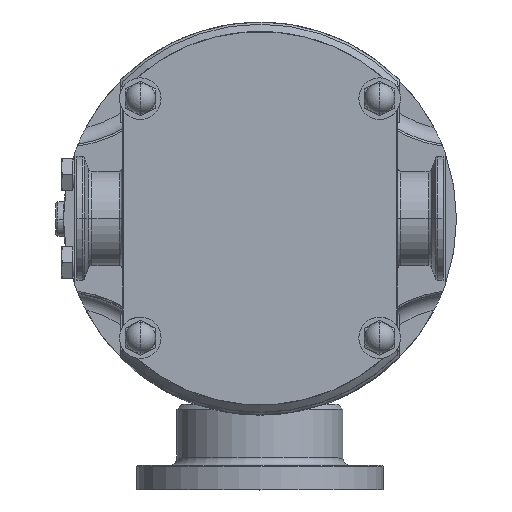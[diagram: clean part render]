
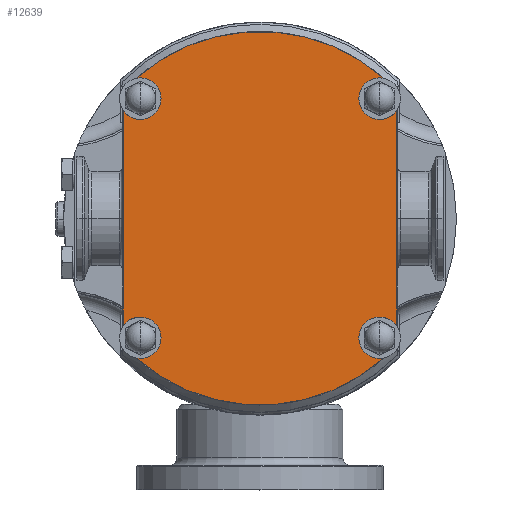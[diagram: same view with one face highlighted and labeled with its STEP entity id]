
A CAD part, top view. The second image highlights one B-rep face of the part: STEP entity #12639.
In plain terms, the highlighted planar face has unit normal (0, 0, 1).
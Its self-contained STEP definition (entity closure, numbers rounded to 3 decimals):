
#679=CARTESIAN_POINT('',(-49.,-49.,114.735));
#680=DIRECTION('',(0.,0.,1.));
#681=DIRECTION('',(0.,-1.,0.));
#682=AXIS2_PLACEMENT_3D('',#679,#680,#681);
#684=CARTESIAN_POINT('',(-49.,-49.,114.735));
#685=DIRECTION('',(0.,0.,1.));
#686=DIRECTION('',(0.,1.,0.));
#687=AXIS2_PLACEMENT_3D('',#684,#685,#686);
#689=DIRECTION('',(0.,1.,0.));
#690=VECTOR('',#689,88.356);
#691=CARTESIAN_POINT('',(-56.,-44.178,114.735));
#692=LINE('',#691,#690);
#693=CARTESIAN_POINT('',(-49.,49.,114.735));
#694=DIRECTION('',(0.,0.,1.));
#695=DIRECTION('',(-0.824,-0.567,0.));
#696=AXIS2_PLACEMENT_3D('',#693,#694,#695);
#698=CARTESIAN_POINT('',(-49.,49.,114.735));
#699=DIRECTION('',(0.,0.,1.));
#700=DIRECTION('',(0.,-1.,0.));
#701=AXIS2_PLACEMENT_3D('',#698,#699,#700);
#703=CARTESIAN_POINT('',(-49.,49.,114.735));
#704=DIRECTION('',(0.,0.,1.));
#705=DIRECTION('',(0.,1.,0.));
#706=AXIS2_PLACEMENT_3D('',#703,#704,#705);
#708=CARTESIAN_POINT('',(0.,0.,114.735));
#709=DIRECTION('',(0.,0.,-1.));
#710=DIRECTION('',(-0.662,0.75,0.));
#711=AXIS2_PLACEMENT_3D('',#708,#709,#710);
#713=CARTESIAN_POINT('',(49.,49.,114.735));
#714=DIRECTION('',(0.,0.,1.));
#715=DIRECTION('',(0.193,0.981,0.));
#716=AXIS2_PLACEMENT_3D('',#713,#714,#715);
#718=CARTESIAN_POINT('',(49.,49.,114.735));
#719=DIRECTION('',(0.,0.,1.));
#720=DIRECTION('',(0.,1.,0.));
#721=AXIS2_PLACEMENT_3D('',#718,#719,#720);
#723=CARTESIAN_POINT('',(49.,49.,114.735));
#724=DIRECTION('',(0.,0.,1.));
#725=DIRECTION('',(0.,-1.,0.));
#726=AXIS2_PLACEMENT_3D('',#723,#724,#725);
#728=DIRECTION('',(0.,-1.,0.));
#729=VECTOR('',#728,88.356);
#730=CARTESIAN_POINT('',(56.,44.178,114.735));
#731=LINE('',#730,#729);
#732=CARTESIAN_POINT('',(49.,-49.,114.735));
#733=DIRECTION('',(0.,0.,1.));
#734=DIRECTION('',(0.824,0.567,0.));
#735=AXIS2_PLACEMENT_3D('',#732,#733,#734);
#737=CARTESIAN_POINT('',(49.,-49.,114.735));
#738=DIRECTION('',(0.,0.,1.));
#739=DIRECTION('',(0.,1.,0.));
#740=AXIS2_PLACEMENT_3D('',#737,#738,#739);
#742=CARTESIAN_POINT('',(49.,-49.,114.735));
#743=DIRECTION('',(0.,0.,1.));
#744=DIRECTION('',(0.,-1.,0.));
#745=AXIS2_PLACEMENT_3D('',#742,#743,#744);
#747=CARTESIAN_POINT('',(0.,0.,114.735));
#748=DIRECTION('',(0.,0.,-1.));
#749=DIRECTION('',(0.662,-0.75,0.));
#750=AXIS2_PLACEMENT_3D('',#747,#748,#749);
#752=CARTESIAN_POINT('',(-49.,-49.,114.735));
#753=DIRECTION('',(0.,0.,1.));
#754=DIRECTION('',(-0.193,-0.981,0.));
#755=AXIS2_PLACEMENT_3D('',#752,#753,#754);
#11548=CARTESIAN_POINT('',(49.,40.5,114.735));
#11549=CARTESIAN_POINT('',(56.,44.178,114.735));
#11550=VERTEX_POINT('',#11548);
#11551=VERTEX_POINT('',#11549);
#11552=CARTESIAN_POINT('',(50.639,57.34,114.735));
#11553=CARTESIAN_POINT('',(49.,57.5,114.735));
#11554=VERTEX_POINT('',#11552);
#11555=VERTEX_POINT('',#11553);
#11562=CARTESIAN_POINT('',(-49.,40.5,114.735));
#11563=CARTESIAN_POINT('',(-49.,57.5,114.735));
#11564=VERTEX_POINT('',#11562);
#11565=VERTEX_POINT('',#11563);
#11566=CARTESIAN_POINT('',(-50.639,57.34,114.735));
#11567=VERTEX_POINT('',#11566);
#11568=CARTESIAN_POINT('',(-56.,44.178,114.735));
#11569=VERTEX_POINT('',#11568);
#11576=CARTESIAN_POINT('',(49.,-57.5,114.735));
#11577=CARTESIAN_POINT('',(50.639,-57.34,114.735));
#11578=VERTEX_POINT('',#11576);
#11579=VERTEX_POINT('',#11577);
#11580=CARTESIAN_POINT('',(56.,-44.178,114.735));
#11581=CARTESIAN_POINT('',(49.,-40.5,114.735));
#11582=VERTEX_POINT('',#11580);
#11583=VERTEX_POINT('',#11581);
#11590=CARTESIAN_POINT('',(-49.,-57.5,114.735));
#11591=CARTESIAN_POINT('',(-49.,-40.5,114.735));
#11592=VERTEX_POINT('',#11590);
#11593=VERTEX_POINT('',#11591);
#11594=CARTESIAN_POINT('',(-56.,-44.178,114.735));
#11595=VERTEX_POINT('',#11594);
#11596=CARTESIAN_POINT('',(-50.639,-57.34,114.735));
#11597=VERTEX_POINT('',#11596);
#12605=CARTESIAN_POINT('',(0.,0.,114.735));
#12606=DIRECTION('',(0.,0.,1.));
#12607=DIRECTION('',(1.,0.,0.));
#12608=AXIS2_PLACEMENT_3D('',#12605,#12606,#12607);
#12609=PLANE('',#12608);
#12611=ORIENTED_EDGE('',*,*,#12610,.T.);
#12613=ORIENTED_EDGE('',*,*,#12612,.T.);
#12614=ORIENTED_EDGE('',*,*,#12521,.T.);
#12615=ORIENTED_EDGE('',*,*,#12599,.T.);
#12617=ORIENTED_EDGE('',*,*,#12616,.T.);
#12618=ORIENTED_EDGE('',*,*,#12591,.T.);
#12619=ORIENTED_EDGE('',*,*,#12569,.T.);
#12621=ORIENTED_EDGE('',*,*,#12620,.T.);
#12623=ORIENTED_EDGE('',*,*,#12622,.T.);
#12625=ORIENTED_EDGE('',*,*,#12624,.T.);
#12627=ORIENTED_EDGE('',*,*,#12626,.T.);
#12629=ORIENTED_EDGE('',*,*,#12628,.T.);
#12631=ORIENTED_EDGE('',*,*,#12630,.T.);
#12633=ORIENTED_EDGE('',*,*,#12632,.T.);
#12634=ORIENTED_EDGE('',*,*,#12483,.T.);
#12636=ORIENTED_EDGE('',*,*,#12635,.T.);
#12637=EDGE_LOOP('',(#12611,#12613,#12614,#12615,#12617,#12618,#12619,#12621,
#12623,#12625,#12627,#12629,#12631,#12633,#12634,#12636));
#12638=FACE_OUTER_BOUND('',#12637,.F.);
#12639=ADVANCED_FACE('',(#12638),#12609,.T.);
#683=CIRCLE('',#682,8.5);
#688=CIRCLE('',#687,8.5);
#697=CIRCLE('',#696,8.5);
#702=CIRCLE('',#701,8.5);
#707=CIRCLE('',#706,8.5);
#712=CIRCLE('',#711,76.5);
#717=CIRCLE('',#716,8.5);
#722=CIRCLE('',#721,8.5);
#727=CIRCLE('',#726,8.5);
#736=CIRCLE('',#735,8.5);
#741=CIRCLE('',#740,8.5);
#746=CIRCLE('',#745,8.5);
#751=CIRCLE('',#750,76.5);
#756=CIRCLE('',#755,8.5);
#12483=EDGE_CURVE('',#11579,#11597,#751,.T.);
#12521=EDGE_CURVE('',#11595,#11569,#692,.T.);
#12569=EDGE_CURVE('',#11567,#11554,#712,.T.);
#12591=EDGE_CURVE('',#11565,#11567,#707,.T.);
#12599=EDGE_CURVE('',#11569,#11564,#697,.T.);
#12610=EDGE_CURVE('',#11592,#11593,#683,.T.);
#12612=EDGE_CURVE('',#11593,#11595,#688,.T.);
#12616=EDGE_CURVE('',#11564,#11565,#702,.T.);
#12620=EDGE_CURVE('',#11554,#11555,#717,.T.);
#12622=EDGE_CURVE('',#11555,#11550,#722,.T.);
#12624=EDGE_CURVE('',#11550,#11551,#727,.T.);
#12626=EDGE_CURVE('',#11551,#11582,#731,.T.);
#12628=EDGE_CURVE('',#11582,#11583,#736,.T.);
#12630=EDGE_CURVE('',#11583,#11578,#741,.T.);
#12632=EDGE_CURVE('',#11578,#11579,#746,.T.);
#12635=EDGE_CURVE('',#11597,#11592,#756,.T.);
